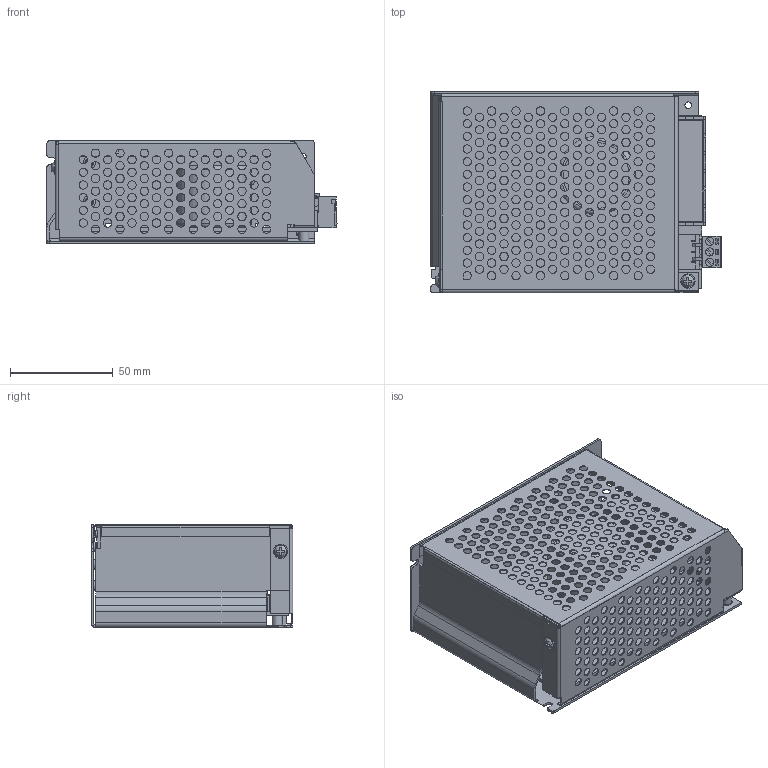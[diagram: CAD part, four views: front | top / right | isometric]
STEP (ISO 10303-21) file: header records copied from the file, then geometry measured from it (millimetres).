
FILE_DESCRIPTION(/* description */ (''),/* implementation_level */ '2;1');
FILE_NAME(/* name */ 'Spindle Power supply.step',/* time_stamp */ '2023-04-21T20:05:58-04:00',/* author */ (''),/* organization */ (''),/* preprocessor_version */ 'ST-DEVELOPER v19.2',/* originating_system */ 'Autodesk Translation Framework v12.4.0.73',/* authorisation */ '');
FILE_SCHEMA (('AUTOMOTIVE_DESIGN { 1 0 10303 214 3 1 1 }'));
Products named in the file (15): Spindle Power supply; Terminal block v1; Component11; Component12; Terminal point; 3P Plugin male v1; 3P Plugin female v1; Standoff; Capacitor; Screw; PCB; Standoff (1); Screw (1); Aluminum case; Cover
Assembly tree (19 placements, depth 3):
  Spindle Power supply
    Terminal block v1
      Component11
      Component12
      Terminal point  x6
    3P Plugin male v1
    3P Plugin female v1
    Standoff
    Capacitor
    Screw
    PCB
    Standoff (1)
    Screw (1)
    Aluminum case
    Cover
Bounding box: 140.88 x 98 x 50 mm (x, y, z)
Volume: 103619.8 mm3; surface area: 126417 mm2
Topology: 37 solids, 37 shells, 1662 faces, 4545 edges, 2999 vertices
Faces by surface type: plane 971, cylinder 639, bspline 26, torus 14, cone 12
Full cylindrical faces by diameter (mm): 1.5 x9, 2.356 x6, 2.4 x3, 2.5 x23, 2.529 x25, 2.927 x11, 3 x5, 3.086 x12, 3.1 x3, 3.2 x2, 3.25 x3, 3.3 x2, 3.5 x3, 4 x300, 4.1 x1, 5 x8, 7 x2, 32 x1, 38 x1
Entity records: 60427 total; most frequent: CARTESIAN_POINT 20437, ORIENTED_EDGE 8220, DIRECTION 7715, EDGE_CURVE 4110, VERTEX_POINT 2709, LINE 2595, VECTOR 2595, AXIS2_PLACEMENT_3D 2560
